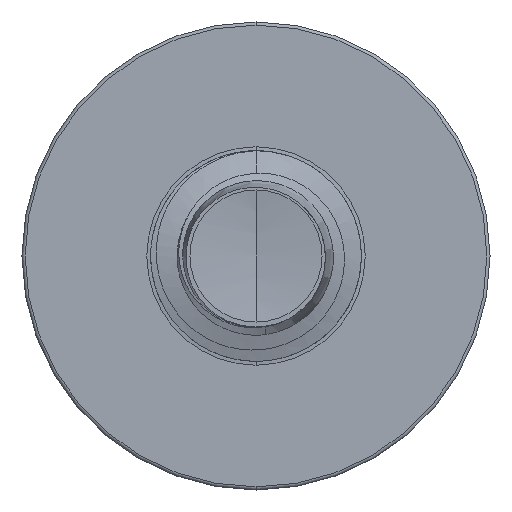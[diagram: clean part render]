
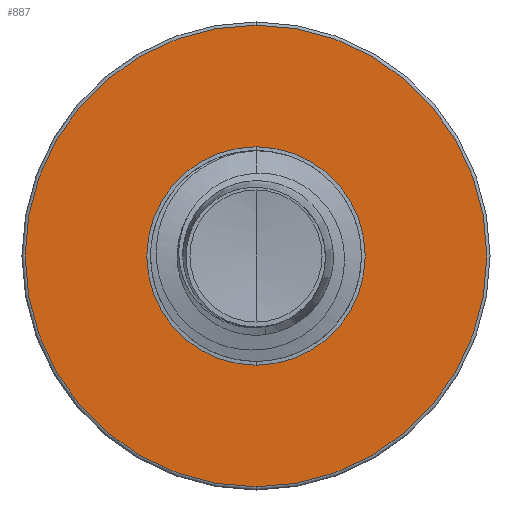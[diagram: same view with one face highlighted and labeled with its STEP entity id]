
A CAD part, front view. The second image highlights one B-rep face of the part: STEP entity #887.
In plain terms, the highlighted planar face has unit normal (0, -1, 0).
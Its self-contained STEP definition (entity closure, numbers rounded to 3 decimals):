
#56 = AXIS2_PLACEMENT_3D ( 'NONE', #10046, #10042, #10033 ) ;
#245 = EDGE_LOOP ( 'NONE', ( #7824, #7925 ) ) ;
#543 = CARTESIAN_POINT ( 'NONE',  ( 0., 2.25, -1.973 ) ) ;
#781 = AXIS2_PLACEMENT_3D ( 'NONE', #5408, #5398, #5396 ) ;
#887 = ADVANCED_FACE ( 'NONE', ( #6879, #5131 ), #5508, .F. ) ;
#1026 = AXIS2_PLACEMENT_3D ( 'NONE', #4402, #4400, #4392 ) ;
#2249 = AXIS2_PLACEMENT_3D ( 'NONE', #10014, #10012, #10003 ) ;
#2947 = CARTESIAN_POINT ( 'NONE',  ( 0., 2.25, 0.933 ) ) ;
#3343 = DIRECTION ( 'NONE',  ( 0., 1., 0. ) ) ;
#3580 = EDGE_LOOP ( 'NONE', ( #7526, #7761 ) ) ;
#3838 = CIRCLE ( 'NONE', #1026, 0.933 ) ;
#4151 = CIRCLE ( 'NONE', #2249, 1.973 ) ;
#4392 = DIRECTION ( 'NONE',  ( 0., 0., 1. ) ) ;
#4400 = DIRECTION ( 'NONE',  ( 0., 1., 0. ) ) ;
#4402 = CARTESIAN_POINT ( 'NONE',  ( 0., 2.25, 0. ) ) ;
#5019 = AXIS2_PLACEMENT_3D ( 'NONE', #8128, #3343, #7107 ) ;
#5131 = FACE_BOUND ( 'NONE', #245, .T. ) ;
#5396 = DIRECTION ( 'NONE',  ( 0., 0., 1. ) ) ;
#5398 = DIRECTION ( 'NONE',  ( 0., 1., 0. ) ) ;
#5408 = CARTESIAN_POINT ( 'NONE',  ( 0., 2.25, 0. ) ) ;
#5508 = PLANE ( 'NONE',  #5019 ) ;
#6326 = VERTEX_POINT ( 'NONE', #9554 ) ;
#6879 = FACE_OUTER_BOUND ( 'NONE', #3580, .T. ) ;
#6980 = CIRCLE ( 'NONE', #56, 0.933 ) ;
#7107 = DIRECTION ( 'NONE',  ( 0., 0., 1. ) ) ;
#7109 = CIRCLE ( 'NONE', #781, 1.973 ) ;
#7490 = EDGE_CURVE ( 'NONE', #9435, #8094, #3838, .T. ) ;
#7526 = ORIENTED_EDGE ( 'NONE', *, *, #7735, .F. ) ;
#7735 = EDGE_CURVE ( 'NONE', #6326, #8266, #7109, .T. ) ;
#7761 = ORIENTED_EDGE ( 'NONE', *, *, #8401, .F. ) ;
#7824 = ORIENTED_EDGE ( 'NONE', *, *, #8394, .T. ) ;
#7925 = ORIENTED_EDGE ( 'NONE', *, *, #7490, .T. ) ;
#8094 = VERTEX_POINT ( 'NONE', #2947 ) ;
#8128 = CARTESIAN_POINT ( 'NONE',  ( 0., 2.25, -0.933 ) ) ;
#8266 = VERTEX_POINT ( 'NONE', #543 ) ;
#8394 = EDGE_CURVE ( 'NONE', #8094, #9435, #6980, .T. ) ;
#8401 = EDGE_CURVE ( 'NONE', #8266, #6326, #4151, .T. ) ;
#9126 = CARTESIAN_POINT ( 'NONE',  ( 0., 2.25, -0.933 ) ) ;
#9435 = VERTEX_POINT ( 'NONE', #9126 ) ;
#9554 = CARTESIAN_POINT ( 'NONE',  ( 0., 2.25, 1.973 ) ) ;
#10003 = DIRECTION ( 'NONE',  ( 0., 0., 1. ) ) ;
#10012 = DIRECTION ( 'NONE',  ( 0., 1., 0. ) ) ;
#10014 = CARTESIAN_POINT ( 'NONE',  ( 0., 2.25, 0. ) ) ;
#10033 = DIRECTION ( 'NONE',  ( 0., 0., 1. ) ) ;
#10042 = DIRECTION ( 'NONE',  ( 0., 1., 0. ) ) ;
#10046 = CARTESIAN_POINT ( 'NONE',  ( 0., 2.25, 0. ) ) ;
